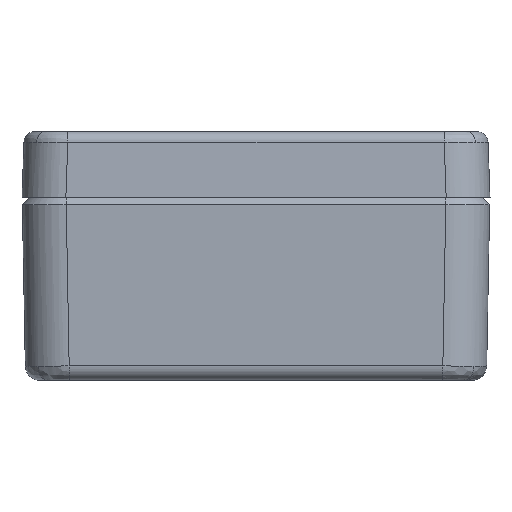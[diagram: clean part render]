
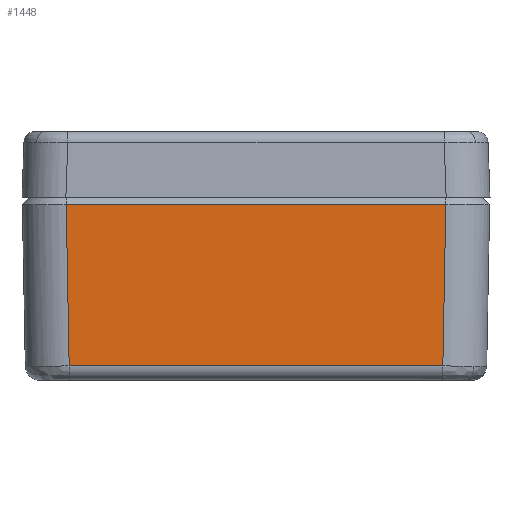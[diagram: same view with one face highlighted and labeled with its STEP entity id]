
A CAD part, left-side view. The second image highlights one B-rep face of the part: STEP entity #1448.
In plain terms, the highlighted planar face has unit normal (-1, 0, -0.018).
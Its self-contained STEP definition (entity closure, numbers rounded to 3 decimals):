
#471=PLANE('',#18897);
#1448=ADVANCED_FACE('',(#2576),#471,.T.);
#2576=FACE_OUTER_BOUND('',#3735,.F.);
#3735=EDGE_LOOP('',(#6112,#6113,#6114,#6115));
#6112=ORIENTED_EDGE('',*,*,#13585,.F.);
#6113=ORIENTED_EDGE('',*,*,#13586,.F.);
#6114=ORIENTED_EDGE('',*,*,#13573,.F.);
#6115=ORIENTED_EDGE('',*,*,#13587,.F.);
#10422=LINE('',#29026,#11342);
#10430=LINE('',#29058,#11350);
#10431=LINE('',#29059,#11351);
#10432=LINE('',#29060,#11352);
#11342=VECTOR('',#21354,51.911);
#11350=VECTOR('',#21362,51.103);
#11351=VECTOR('',#21363,22.062);
#11352=VECTOR('',#21364,22.062);
#13573=EDGE_CURVE('',#16648,#16646,#10422,.T.);
#13585=EDGE_CURVE('',#16637,#16636,#10430,.T.);
#13586=EDGE_CURVE('',#16646,#16637,#10431,.T.);
#13587=EDGE_CURVE('',#16636,#16648,#10432,.T.);
#16636=VERTEX_POINT('',#25951);
#16637=VERTEX_POINT('',#25952);
#16646=VERTEX_POINT('',#25961);
#16648=VERTEX_POINT('',#25963);
#18897=AXIS2_PLACEMENT_3D('',#36792,#22001,#22002);
#21354=DIRECTION('',(0.,1.,0.));
#21362=DIRECTION('',(0.,-1.,0.));
#21363=DIRECTION('',(0.018,-0.018,
-1.));
#21364=DIRECTION('',(-0.018,-0.018,
1.));
#22001=DIRECTION('',(-1.,0.,-0.018));
#22002=DIRECTION('',(-0.018,0.,1.));
#25951=CARTESIAN_POINT('',(-43.64,-31.458,
-3.998));
#25952=CARTESIAN_POINT('',(-43.64,19.645,
-3.998));
#25961=CARTESIAN_POINT('',(-44.044,20.049,
18.056));
#25963=CARTESIAN_POINT('',(-44.044,-31.862,
18.056));
#29026=CARTESIAN_POINT('',(-44.044,-31.862,
18.056));
#29058=CARTESIAN_POINT('',(-43.64,19.645,
-3.998));
#29059=CARTESIAN_POINT('',(-44.044,20.049,
18.056));
#29060=CARTESIAN_POINT('',(-43.64,-31.458,
-3.998));
#36792=CARTESIAN_POINT('',(-43.592,-34.458,
-6.594));
